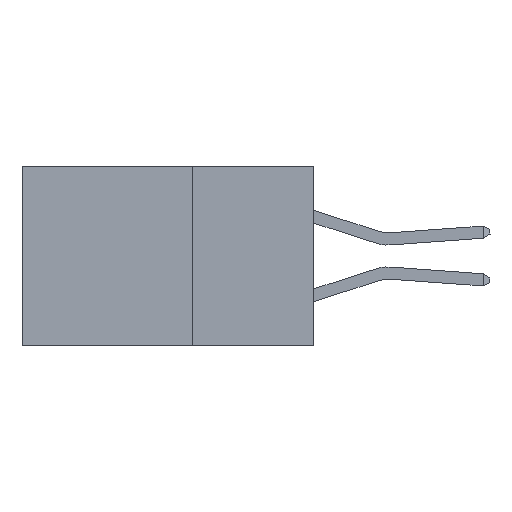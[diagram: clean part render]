
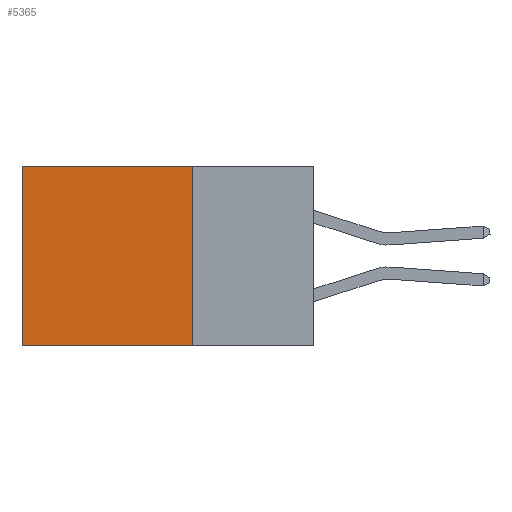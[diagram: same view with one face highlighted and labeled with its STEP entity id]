
A CAD part, left-side view. The second image highlights one B-rep face of the part: STEP entity #5365.
In plain terms, the highlighted planar face has unit normal (-1, 0, 0).
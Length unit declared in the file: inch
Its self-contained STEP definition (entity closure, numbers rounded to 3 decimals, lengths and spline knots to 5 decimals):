
#2107 = CARTESIAN_POINT ( 'NONE',  ( 0.2875, 0.25, 0. ) ) ;
#3054 = VECTOR ( 'NONE', #8851, 39.37008 ) ;
#4547 = CARTESIAN_POINT ( 'NONE',  ( 0.2875, 0.25, 0. ) ) ;
#5365 = ADVANCED_FACE ( 'NONE', ( #28583 ), #12726, .F. ) ;
#7867 = VERTEX_POINT ( 'NONE', #10975 ) ;
#8120 = ORIENTED_EDGE ( 'NONE', *, *, #20824, .T. ) ;
#8851 = DIRECTION ( 'NONE',  ( 0., 1., 0. ) ) ;
#9431 = DIRECTION ( 'NONE',  ( 1., 0., 0. ) ) ;
#10178 = EDGE_CURVE ( 'NONE', #7867, #39593, #24363, .T. ) ;
#10975 = CARTESIAN_POINT ( 'NONE',  ( 0.2875, 0.25, -0.37 ) ) ;
#11844 = EDGE_CURVE ( 'NONE', #35184, #35170, #36858, .T. ) ;
#12452 = VECTOR ( 'NONE', #14679, 39.37008 ) ;
#12626 = VECTOR ( 'NONE', #17714, 39.37008 ) ;
#12726 = PLANE ( 'NONE',  #31660 ) ;
#13219 = ORIENTED_EDGE ( 'NONE', *, *, #11844, .T. ) ;
#14679 = DIRECTION ( 'NONE',  ( 0., 1., 0. ) ) ;
#14947 = EDGE_CURVE ( 'NONE', #35184, #7867, #30282, .T. ) ;
#17299 = CARTESIAN_POINT ( 'NONE',  ( 0.2875, 0.25, 0. ) ) ;
#17714 = DIRECTION ( 'NONE',  ( 0., 0., -1. ) ) ;
#18807 = CARTESIAN_POINT ( 'NONE',  ( 0.2875, 0.6, -0.37 ) ) ;
#20568 = CARTESIAN_POINT ( 'NONE',  ( 0.2875, 0.6, 0. ) ) ;
#20824 = EDGE_CURVE ( 'NONE', #35170, #39593, #32313, .T. ) ;
#22629 = DIRECTION ( 'NONE',  ( 0., 0., -1. ) ) ;
#24363 = LINE ( 'NONE', #39580, #12452 ) ;
#24379 = EDGE_LOOP ( 'NONE', ( #8120, #36818, #31098, #13219 ) ) ;
#28192 = VECTOR ( 'NONE', #22629, 39.37008 ) ;
#28387 = DIRECTION ( 'NONE',  ( 0., 0., -1. ) ) ;
#28583 = FACE_OUTER_BOUND ( 'NONE', #24379, .T. ) ;
#30282 = LINE ( 'NONE', #17299, #12626 ) ;
#31098 = ORIENTED_EDGE ( 'NONE', *, *, #14947, .F. ) ;
#31660 = AXIS2_PLACEMENT_3D ( 'NONE', #38038, #9431, #28387 ) ;
#32313 = LINE ( 'NONE', #35994, #28192 ) ;
#35170 = VERTEX_POINT ( 'NONE', #20568 ) ;
#35184 = VERTEX_POINT ( 'NONE', #4547 ) ;
#35994 = CARTESIAN_POINT ( 'NONE',  ( 0.2875, 0.6, 0. ) ) ;
#36818 = ORIENTED_EDGE ( 'NONE', *, *, #10178, .F. ) ;
#36858 = LINE ( 'NONE', #2107, #3054 ) ;
#38038 = CARTESIAN_POINT ( 'NONE',  ( 0.2875, 0.25, 0. ) ) ;
#39580 = CARTESIAN_POINT ( 'NONE',  ( 0.2875, 0.25, -0.37 ) ) ;
#39593 = VERTEX_POINT ( 'NONE', #18807 ) ;
